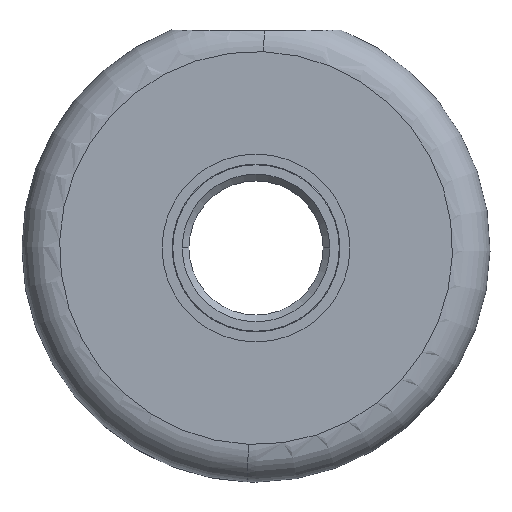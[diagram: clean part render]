
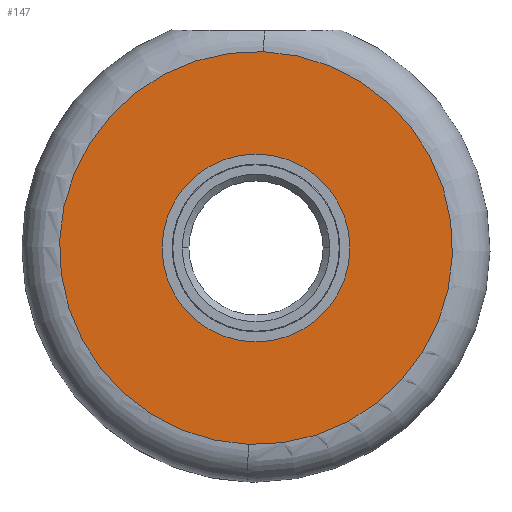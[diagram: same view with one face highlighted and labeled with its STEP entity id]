
A CAD part, top view. The second image highlights one B-rep face of the part: STEP entity #147.
In plain terms, the highlighted planar face has unit normal (0, 0, 1).
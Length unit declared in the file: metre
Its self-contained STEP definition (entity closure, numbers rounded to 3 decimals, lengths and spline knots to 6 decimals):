
#147=ADVANCED_FACE('0:4056',(#358,#359),#360,.F.);
#358=FACE_OUTER_BOUND('',#577,.T.);
#359=FACE_BOUND('',#578,.T.);
#360=PLANE('',#579);
#577=EDGE_LOOP('',(#1342,#1343));
#578=EDGE_LOOP('',(#1344,#1345));
#579=AXIS2_PLACEMENT_3D('',#1346,#1347,#1348);
#1342=ORIENTED_EDGE('',*,*,#1565,.F.);
#1343=ORIENTED_EDGE('',*,*,#1443,.F.);
#1344=ORIENTED_EDGE('',*,*,#1467,.F.);
#1345=ORIENTED_EDGE('',*,*,#1554,.F.);
#1346=CARTESIAN_POINT('',(0.,0.003,-0.034));
#1347=DIRECTION('',(0.0,0.,-1.0));
#1348=DIRECTION('',(-1.0,0.0,0.0));
#1443=EDGE_CURVE('0:4290',#1719,#1722,#1723,.T.);
#1467=EDGE_CURVE('0:4248',#1767,#1763,#1769,.T.);
#1554=EDGE_CURVE('0:4248',#1763,#1767,#1912,.T.);
#1565=EDGE_CURVE('0:4290',#1722,#1719,#1925,.T.);
#1719=VERTEX_POINT('',#2156);
#1722=VERTEX_POINT('',#2159);
#1723=CIRCLE('',#2160,0.02928);
#1763=VERTEX_POINT('',#2262);
#1767=VERTEX_POINT('',#2267);
#1769=CIRCLE('',#2270,0.014);
#1912=CIRCLE('',#2459,0.014);
#1925=CIRCLE('',#2526,0.02928);
#2156=CARTESIAN_POINT('',(0.001121,0.032259,-0.034));
#2159=CARTESIAN_POINT('',(-0.001121,-0.026259,-0.034));
#2160=AXIS2_PLACEMENT_3D('',#2830,#2831,#2832);
#2262=CARTESIAN_POINT('',(0.014,0.003,-0.034));
#2267=CARTESIAN_POINT('',(-0.014,0.003,-0.034));
#2270=AXIS2_PLACEMENT_3D('',#2879,#2880,#2881);
#2459=AXIS2_PLACEMENT_3D('',#3048,#3049,#3050);
#2526=AXIS2_PLACEMENT_3D('',#3078,#3079,#3080);
#2830=CARTESIAN_POINT('',(0.,0.003,-0.034));
#2831=DIRECTION('',(0.,0.,-1.0));
#2832=DIRECTION('',(0.038,0.999,0.));
#2879=CARTESIAN_POINT('',(0.,0.003,-0.034));
#2880=DIRECTION('',(0.0,0.,1.0));
#2881=DIRECTION('',(1.0,0.0,0.0));
#3048=CARTESIAN_POINT('',(0.,0.003,-0.034));
#3049=DIRECTION('',(0.0,0.,1.0));
#3050=DIRECTION('',(1.0,0.0,0.0));
#3078=CARTESIAN_POINT('',(0.,0.003,-0.034));
#3079=DIRECTION('',(0.,0.,-1.0));
#3080=DIRECTION('',(0.038,0.999,0.));
